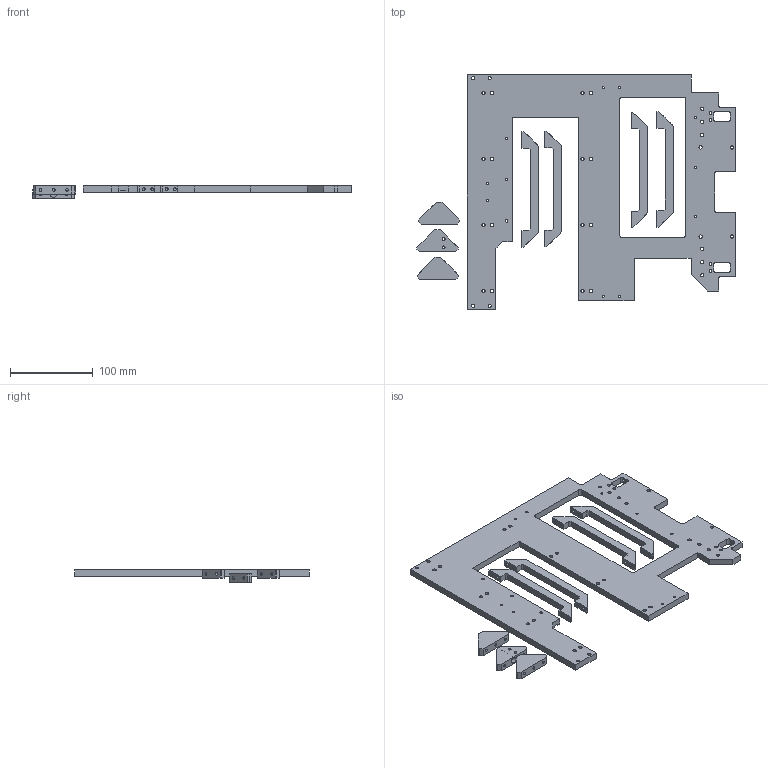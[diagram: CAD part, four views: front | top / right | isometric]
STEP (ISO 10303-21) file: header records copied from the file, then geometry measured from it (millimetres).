
FILE_DESCRIPTION (( 'STEP AP203' ), '1' );
FILE_NAME ('milling_7_b.STEP', '2017-05-23T14:58:37', ( '' ), ( '' ), 'SwSTEP 2.0', 'SolidWorks 2016', '' );
FILE_SCHEMA (( 'CONFIG_CONTROL_DESIGN' ));
Length unit declared in the file: millimetre
Products named in the file (5): module_v5_pt3_Front; milling_7_b; 2017_wall_front; 2017_frame_pt3; module_v5_pt3_Back
Assembly tree (8 placements, depth 2):
  milling_7_b
    2017_wall_front
    2017_frame_pt3  x4
    module_v5_pt3_Back  x2
    module_v5_pt3_Front
Bounding box: 385.89 x 284 x 15 mm (x, y, z)
Volume: 452285.4 mm3; surface area: 155128.7 mm2
Topology: 8 solids, 8 shells, 368 faces, 1002 edges, 656 vertices
Faces by surface type: cylinder 213, plane 155
Entity records: 9585 total; most frequent: CARTESIAN_POINT 1787, DIRECTION 1529, ORIENTED_EDGE 1470, EDGE_CURVE 735, AXIS2_PLACEMENT_3D 576, VERTEX_POINT 482, EDGE_LOOP 393, VECTOR 377
